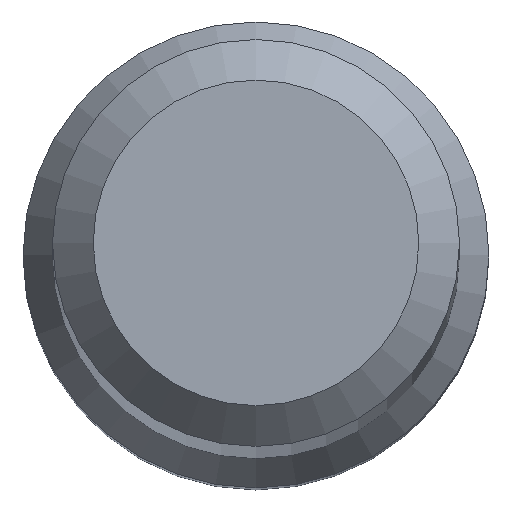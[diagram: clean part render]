
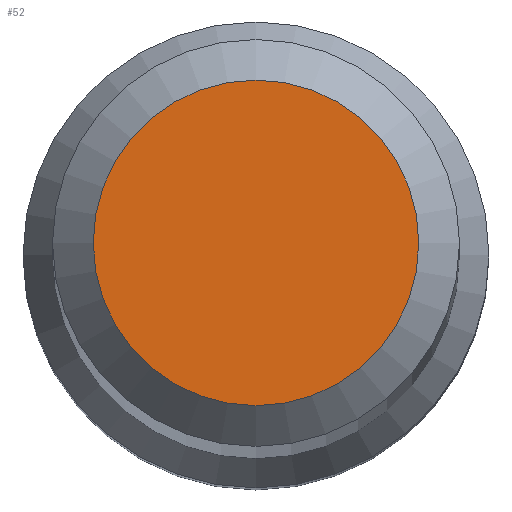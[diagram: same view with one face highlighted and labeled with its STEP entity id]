
A CAD part, top view. The second image highlights one B-rep face of the part: STEP entity #52.
In plain terms, the highlighted planar face has unit normal (0, 0, 1).
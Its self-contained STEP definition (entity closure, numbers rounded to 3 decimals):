
#6 = DIRECTION ( 'NONE',  ( 0., 1., 0. ) ) ;
#45 = CARTESIAN_POINT ( 'NONE',  ( 0., 0., 80. ) ) ;
#52 = ADVANCED_FACE ( 'NONE', ( #216 ), #157, .F. ) ;
#59 = ORIENTED_EDGE ( 'NONE', *, *, #186, .F. ) ;
#60 = AXIS2_PLACEMENT_3D ( 'NONE', #200, #154, #6 ) ;
#67 = DIRECTION ( 'NONE',  ( 0., 1., 0. ) ) ;
#120 = DIRECTION ( 'NONE',  ( 0., 0., -1. ) ) ;
#141 = AXIS2_PLACEMENT_3D ( 'NONE', #45, #120, #67 ) ;
#154 = DIRECTION ( 'NONE',  ( 0., 0., -1. ) ) ;
#157 = PLANE ( 'NONE',  #60 ) ;
#185 = VERTEX_POINT ( 'NONE', #206 ) ;
#186 = EDGE_CURVE ( 'NONE', #185, #185, #236, .T. ) ;
#200 = CARTESIAN_POINT ( 'NONE',  ( 0., 0., 80. ) ) ;
#206 = CARTESIAN_POINT ( 'NONE',  ( 0., 1.6, 80. ) ) ;
#216 = FACE_OUTER_BOUND ( 'NONE', #227, .T. ) ;
#227 = EDGE_LOOP ( 'NONE', ( #59 ) ) ;
#236 = CIRCLE ( 'NONE', #141, 1.6 ) ;
